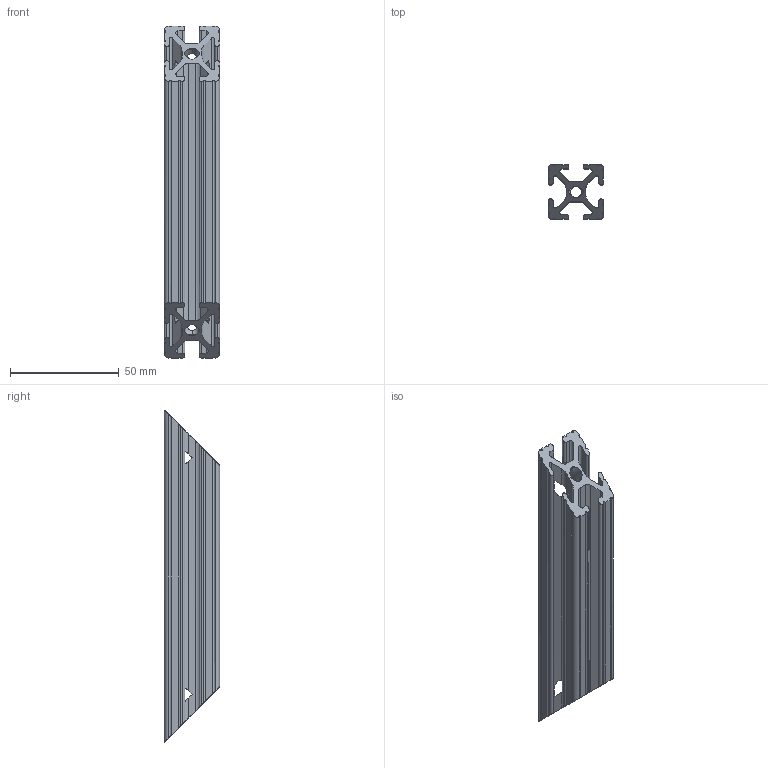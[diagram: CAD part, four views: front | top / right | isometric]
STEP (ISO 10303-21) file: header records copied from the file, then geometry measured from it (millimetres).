
FILE_DESCRIPTION (( 'STEP AP203' ), '1' );
FILE_NAME ('47065T186_T-Slotted Framing.STEP', '2021-09-10T05:02:36', ( 'Administrator' ), ( 'Managed by Terraform' ), 'SwSTEP 2.0', 'SolidWorks 2017', '' );
FILE_SCHEMA (( 'CONFIG_CONTROL_DESIGN' ));
Length unit declared in the file: inch
Products named in the file (1): 47065T186_T-Slotted Framing
Bounding box: 25.4 x 25.4 x 152.4 mm (x, y, z)
Volume: 33949.1 mm3; surface area: 28431.8 mm2
Topology: 1 solids, 1 shells, 176 faces, 562 edges, 376 vertices
Faces by surface type: cylinder 100, plane 76
Entity records: 6931 total; most frequent: CARTESIAN_POINT 2503, ORIENTED_EDGE 1124, DIRECTION 700, EDGE_CURVE 562, VERTEX_POINT 376, VECTOR 282, LINE 282, AXIS2_PLACEMENT_3D 209
